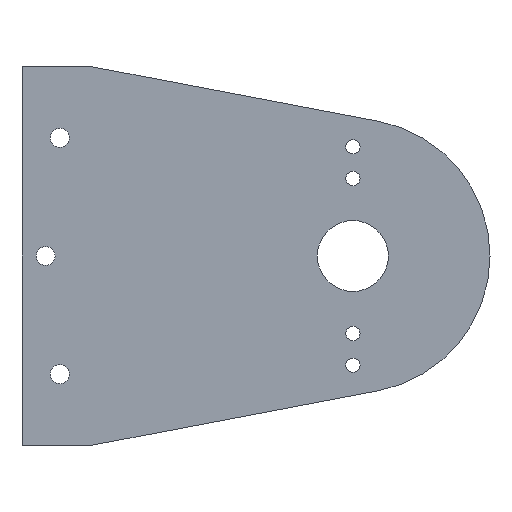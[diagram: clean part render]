
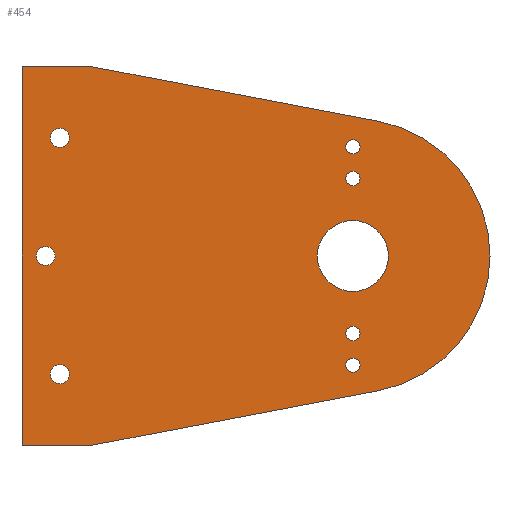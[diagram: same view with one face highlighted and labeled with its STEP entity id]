
A CAD part, front view. The second image highlights one B-rep face of the part: STEP entity #454.
In plain terms, the highlighted planar face has unit normal (0, -1, 0).
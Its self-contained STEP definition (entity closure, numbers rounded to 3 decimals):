
#1=CARTESIAN_POINT('',(-65.,0.,0.));
#2=DIRECTION('',(0.,-1.,0.));
#3=DIRECTION('',(1.,0.,0.));
#4=AXIS2_PLACEMENT_3D('',#1,#2,#3);
#6=CARTESIAN_POINT('',(-65.,0.,0.));
#7=DIRECTION('',(0.,-1.,0.));
#8=DIRECTION('',(-1.,0.,0.));
#9=AXIS2_PLACEMENT_3D('',#6,#7,#8);
#11=CARTESIAN_POINT('',(-62.,0.,-25.));
#12=DIRECTION('',(0.,-1.,0.));
#13=DIRECTION('',(1.,0.,0.));
#14=AXIS2_PLACEMENT_3D('',#11,#12,#13);
#16=CARTESIAN_POINT('',(-62.,0.,-25.));
#17=DIRECTION('',(0.,-1.,0.));
#18=DIRECTION('',(-1.,0.,0.));
#19=AXIS2_PLACEMENT_3D('',#16,#17,#18);
#21=CARTESIAN_POINT('',(-62.,0.,25.));
#22=DIRECTION('',(0.,-1.,0.));
#23=DIRECTION('',(1.,0.,0.));
#24=AXIS2_PLACEMENT_3D('',#21,#22,#23);
#26=CARTESIAN_POINT('',(-62.,0.,25.));
#27=DIRECTION('',(0.,-1.,0.));
#28=DIRECTION('',(-1.,0.,0.));
#29=AXIS2_PLACEMENT_3D('',#26,#27,#28);
#31=CARTESIAN_POINT('',(0.,0.,-23.1));
#32=DIRECTION('',(0.,-1.,0.));
#33=DIRECTION('',(1.,0.,0.));
#34=AXIS2_PLACEMENT_3D('',#31,#32,#33);
#36=CARTESIAN_POINT('',(0.,0.,-23.1));
#37=DIRECTION('',(0.,-1.,0.));
#38=DIRECTION('',(-1.,0.,0.));
#39=AXIS2_PLACEMENT_3D('',#36,#37,#38);
#41=CARTESIAN_POINT('',(0.,0.,23.1));
#42=DIRECTION('',(0.,-1.,0.));
#43=DIRECTION('',(1.,0.,0.));
#44=AXIS2_PLACEMENT_3D('',#41,#42,#43);
#46=CARTESIAN_POINT('',(0.,0.,23.1));
#47=DIRECTION('',(0.,-1.,0.));
#48=DIRECTION('',(-1.,0.,0.));
#49=AXIS2_PLACEMENT_3D('',#46,#47,#48);
#51=CARTESIAN_POINT('',(0.,0.,0.));
#52=DIRECTION('',(0.,-1.,0.));
#53=DIRECTION('',(1.,0.,0.));
#54=AXIS2_PLACEMENT_3D('',#51,#52,#53);
#56=CARTESIAN_POINT('',(0.,0.,0.));
#57=DIRECTION('',(0.,-1.,0.));
#58=DIRECTION('',(-1.,0.,0.));
#59=AXIS2_PLACEMENT_3D('',#56,#57,#58);
#61=CARTESIAN_POINT('',(0.,0.,-16.4));
#62=DIRECTION('',(0.,-1.,0.));
#63=DIRECTION('',(1.,0.,0.));
#64=AXIS2_PLACEMENT_3D('',#61,#62,#63);
#66=CARTESIAN_POINT('',(0.,0.,-16.4));
#67=DIRECTION('',(0.,-1.,0.));
#68=DIRECTION('',(-1.,0.,0.));
#69=AXIS2_PLACEMENT_3D('',#66,#67,#68);
#71=CARTESIAN_POINT('',(0.,0.,16.4));
#72=DIRECTION('',(0.,-1.,0.));
#73=DIRECTION('',(1.,0.,0.));
#74=AXIS2_PLACEMENT_3D('',#71,#72,#73);
#76=CARTESIAN_POINT('',(0.,0.,16.4));
#77=DIRECTION('',(0.,-1.,0.));
#78=DIRECTION('',(-1.,0.,0.));
#79=AXIS2_PLACEMENT_3D('',#76,#77,#78);
#81=DIRECTION('',(-1.,0.,0.));
#82=VECTOR('',#81,15.);
#83=CARTESIAN_POINT('',(-55.,0.,-40.));
#84=LINE('',#83,#82);
#85=DIRECTION('',(0.,0.,1.));
#86=VECTOR('',#85,80.);
#87=CARTESIAN_POINT('',(-70.,0.,-40.));
#88=LINE('',#87,#86);
#89=DIRECTION('',(1.,0.,0.));
#90=VECTOR('',#89,15.);
#91=CARTESIAN_POINT('',(-70.,0.,40.));
#92=LINE('',#91,#90);
#93=DIRECTION('',(0.982,0.,-0.187));
#94=VECTOR('',#93,61.514);
#95=CARTESIAN_POINT('',(-55.,0.,40.));
#96=LINE('',#95,#94);
#97=CARTESIAN_POINT('',(0.,0.,0.));
#98=DIRECTION('',(0.,1.,0.));
#99=DIRECTION('',(0.187,0.,0.982));
#100=AXIS2_PLACEMENT_3D('',#97,#98,#99);
#102=DIRECTION('',(-0.982,0.,-0.187));
#103=VECTOR('',#102,61.514);
#104=CARTESIAN_POINT('',(5.427,0.,-28.488));
#105=LINE('',#104,#103);
#299=CARTESIAN_POINT('',(-63.,0.,0.));
#300=CARTESIAN_POINT('',(-67.,0.,0.));
#301=VERTEX_POINT('',#299);
#302=VERTEX_POINT('',#300);
#303=CARTESIAN_POINT('',(-60.,0.,-25.));
#304=CARTESIAN_POINT('',(-64.,0.,-25.));
#305=VERTEX_POINT('',#303);
#306=VERTEX_POINT('',#304);
#307=CARTESIAN_POINT('',(-60.,0.,25.));
#308=CARTESIAN_POINT('',(-64.,0.,25.));
#309=VERTEX_POINT('',#307);
#310=VERTEX_POINT('',#308);
#311=CARTESIAN_POINT('',(1.5,0.,-23.1));
#312=CARTESIAN_POINT('',(-1.5,0.,-23.1));
#313=VERTEX_POINT('',#311);
#314=VERTEX_POINT('',#312);
#315=CARTESIAN_POINT('',(1.5,0.,23.1));
#316=CARTESIAN_POINT('',(-1.5,0.,23.1));
#317=VERTEX_POINT('',#315);
#318=VERTEX_POINT('',#316);
#319=CARTESIAN_POINT('',(7.5,0.,0.));
#320=CARTESIAN_POINT('',(-7.5,0.,0.));
#321=VERTEX_POINT('',#319);
#322=VERTEX_POINT('',#320);
#323=CARTESIAN_POINT('',(1.5,0.,-16.4));
#324=CARTESIAN_POINT('',(-1.5,0.,-16.4));
#325=VERTEX_POINT('',#323);
#326=VERTEX_POINT('',#324);
#327=CARTESIAN_POINT('',(1.5,0.,16.4));
#328=CARTESIAN_POINT('',(-1.5,0.,16.4));
#329=VERTEX_POINT('',#327);
#330=VERTEX_POINT('',#328);
#331=CARTESIAN_POINT('',(-55.,0.,-40.));
#332=CARTESIAN_POINT('',(-70.,0.,-40.));
#333=VERTEX_POINT('',#331);
#334=VERTEX_POINT('',#332);
#335=CARTESIAN_POINT('',(-70.,0.,40.));
#336=VERTEX_POINT('',#335);
#337=CARTESIAN_POINT('',(-55.,0.,40.));
#338=VERTEX_POINT('',#337);
#339=CARTESIAN_POINT('',(5.427,0.,28.488));
#340=VERTEX_POINT('',#339);
#341=CARTESIAN_POINT('',(5.427,0.,-28.488));
#342=VERTEX_POINT('',#341);
#387=CARTESIAN_POINT('',(0.,0.,0.));
#388=DIRECTION('',(0.,1.,0.));
#389=DIRECTION('',(1.,0.,0.));
#390=AXIS2_PLACEMENT_3D('',#387,#388,#389);
#391=PLANE('',#390);
#393=ORIENTED_EDGE('',*,*,#392,.T.);
#395=ORIENTED_EDGE('',*,*,#394,.T.);
#397=ORIENTED_EDGE('',*,*,#396,.T.);
#399=ORIENTED_EDGE('',*,*,#398,.T.);
#401=ORIENTED_EDGE('',*,*,#400,.T.);
#403=ORIENTED_EDGE('',*,*,#402,.T.);
#404=EDGE_LOOP('',(#393,#395,#397,#399,#401,#403));
#405=FACE_OUTER_BOUND('',#404,.F.);
#407=ORIENTED_EDGE('',*,*,#406,.T.);
#409=ORIENTED_EDGE('',*,*,#408,.T.);
#410=EDGE_LOOP('',(#407,#409));
#411=FACE_BOUND('',#410,.F.);
#413=ORIENTED_EDGE('',*,*,#412,.T.);
#415=ORIENTED_EDGE('',*,*,#414,.T.);
#416=EDGE_LOOP('',(#413,#415));
#417=FACE_BOUND('',#416,.F.);
#419=ORIENTED_EDGE('',*,*,#418,.T.);
#421=ORIENTED_EDGE('',*,*,#420,.T.);
#422=EDGE_LOOP('',(#419,#421));
#423=FACE_BOUND('',#422,.F.);
#425=ORIENTED_EDGE('',*,*,#424,.T.);
#427=ORIENTED_EDGE('',*,*,#426,.T.);
#428=EDGE_LOOP('',(#425,#427));
#429=FACE_BOUND('',#428,.F.);
#431=ORIENTED_EDGE('',*,*,#430,.T.);
#433=ORIENTED_EDGE('',*,*,#432,.T.);
#434=EDGE_LOOP('',(#431,#433));
#435=FACE_BOUND('',#434,.F.);
#437=ORIENTED_EDGE('',*,*,#436,.T.);
#439=ORIENTED_EDGE('',*,*,#438,.T.);
#440=EDGE_LOOP('',(#437,#439));
#441=FACE_BOUND('',#440,.F.);
#443=ORIENTED_EDGE('',*,*,#442,.T.);
#445=ORIENTED_EDGE('',*,*,#444,.T.);
#446=EDGE_LOOP('',(#443,#445));
#447=FACE_BOUND('',#446,.F.);
#449=ORIENTED_EDGE('',*,*,#448,.T.);
#451=ORIENTED_EDGE('',*,*,#450,.T.);
#452=EDGE_LOOP('',(#449,#451));
#453=FACE_BOUND('',#452,.F.);
#454=ADVANCED_FACE('',(#405,#411,#417,#423,#429,#435,#441,#447,#453),#391,.F.);
#5=CIRCLE('',#4,2.);
#10=CIRCLE('',#9,2.);
#15=CIRCLE('',#14,2.);
#20=CIRCLE('',#19,2.);
#25=CIRCLE('',#24,2.);
#30=CIRCLE('',#29,2.);
#35=CIRCLE('',#34,1.5);
#40=CIRCLE('',#39,1.5);
#45=CIRCLE('',#44,1.5);
#50=CIRCLE('',#49,1.5);
#55=CIRCLE('',#54,7.5);
#60=CIRCLE('',#59,7.5);
#65=CIRCLE('',#64,1.5);
#70=CIRCLE('',#69,1.5);
#75=CIRCLE('',#74,1.5);
#80=CIRCLE('',#79,1.5);
#101=CIRCLE('',#100,29.);
#392=EDGE_CURVE('',#333,#334,#84,.T.);
#394=EDGE_CURVE('',#334,#336,#88,.T.);
#396=EDGE_CURVE('',#336,#338,#92,.T.);
#398=EDGE_CURVE('',#338,#340,#96,.T.);
#400=EDGE_CURVE('',#340,#342,#101,.T.);
#402=EDGE_CURVE('',#342,#333,#105,.T.);
#406=EDGE_CURVE('',#305,#306,#15,.T.);
#408=EDGE_CURVE('',#306,#305,#20,.T.);
#412=EDGE_CURVE('',#309,#310,#25,.T.);
#414=EDGE_CURVE('',#310,#309,#30,.T.);
#418=EDGE_CURVE('',#313,#314,#35,.T.);
#420=EDGE_CURVE('',#314,#313,#40,.T.);
#424=EDGE_CURVE('',#317,#318,#45,.T.);
#426=EDGE_CURVE('',#318,#317,#50,.T.);
#430=EDGE_CURVE('',#321,#322,#55,.T.);
#432=EDGE_CURVE('',#322,#321,#60,.T.);
#436=EDGE_CURVE('',#325,#326,#65,.T.);
#438=EDGE_CURVE('',#326,#325,#70,.T.);
#442=EDGE_CURVE('',#329,#330,#75,.T.);
#444=EDGE_CURVE('',#330,#329,#80,.T.);
#448=EDGE_CURVE('',#301,#302,#5,.T.);
#450=EDGE_CURVE('',#302,#301,#10,.T.);
